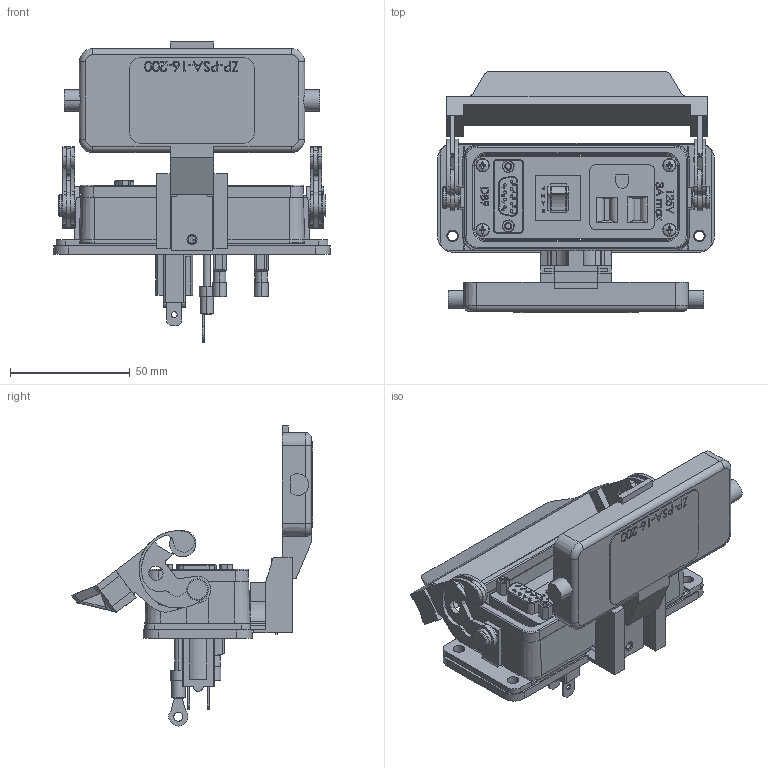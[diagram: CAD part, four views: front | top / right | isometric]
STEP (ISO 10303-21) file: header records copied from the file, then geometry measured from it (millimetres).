
FILE_DESCRIPTION (( 'STEP AP214' ), '1' );
FILE_NAME ('ZP-PSA-16-200.step', '2018-09-05T17:19:25', ( '' ), ( '' ), 'SwSTEP 2.0', 'SolidWorks 2017', '' );
FILE_SCHEMA (( 'AUTOMOTIVE_DESIGN' ));
Length unit declared in the file: inch
Products named in the file (1): ZP-PSA-16-200
Bounding box: 115.5 x 100.79 x 125.35 mm (x, y, z)
Volume: 106317.1 mm3; surface area: 70525.7 mm2
Topology: 1 solids, 15 shells, 2081 faces, 5446 edges, 3520 vertices
Faces by surface type: plane 1122, cylinder 499, bspline 316, torus 82, cone 54, sphere 8
Entity records: 92399 total; most frequent: CARTESIAN_POINT 30051, ORIENTED_EDGE 10884, DIRECTION 9449, EDGE_CURVE 5442, VERTEX_POINT 3520, LINE 3255, VECTOR 3255, AXIS2_PLACEMENT_3D 3097
